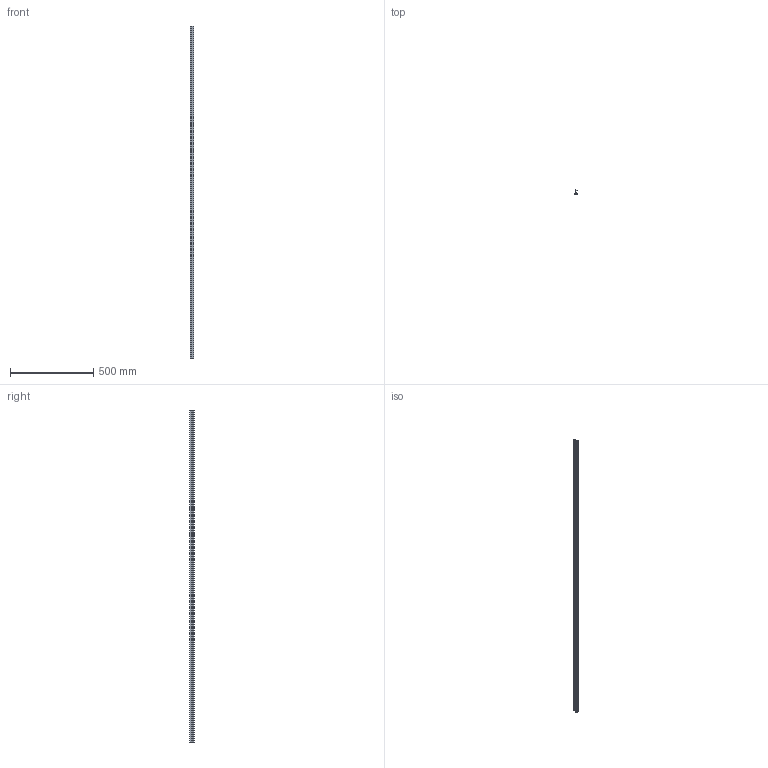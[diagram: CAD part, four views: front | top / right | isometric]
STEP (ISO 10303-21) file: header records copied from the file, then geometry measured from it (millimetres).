
FILE_DESCRIPTION (( 'STEP AP214' ), '1' );
FILE_NAME ('CKK-40D-P40-K01 Ðàçäåëèòåëüíàÿ ïåðåãîðîäêà, âûñîòà 40.STEP', '2016-07-14T08:32:59', ( '' ), ( '' ), 'SwSTEP 2.0', 'SolidWorks 2014', '' );
FILE_SCHEMA (( 'AUTOMOTIVE_DESIGN' ));
Length unit declared in the file: millimetre
Products named in the file (1): CKK-40D-P40-K01 Ðàçäåëèòåëüíàÿ ïåðåãîðîäêà, âûñîòà 40
Bounding box: 18.92 x 25.7 x 2000 mm (x, y, z)
Volume: 182680.7 mm3; surface area: 227401 mm2
Topology: 1 solids, 1 shells, 22 faces, 60 edges, 40 vertices
Faces by surface type: plane 22
Entity records: 718 total; most frequent: CARTESIAN_POINT 123, ORIENTED_EDGE 120, DIRECTION 106, VECTOR 60, LINE 60, EDGE_CURVE 60, VERTEX_POINT 40, AXIS2_PLACEMENT_3D 23
